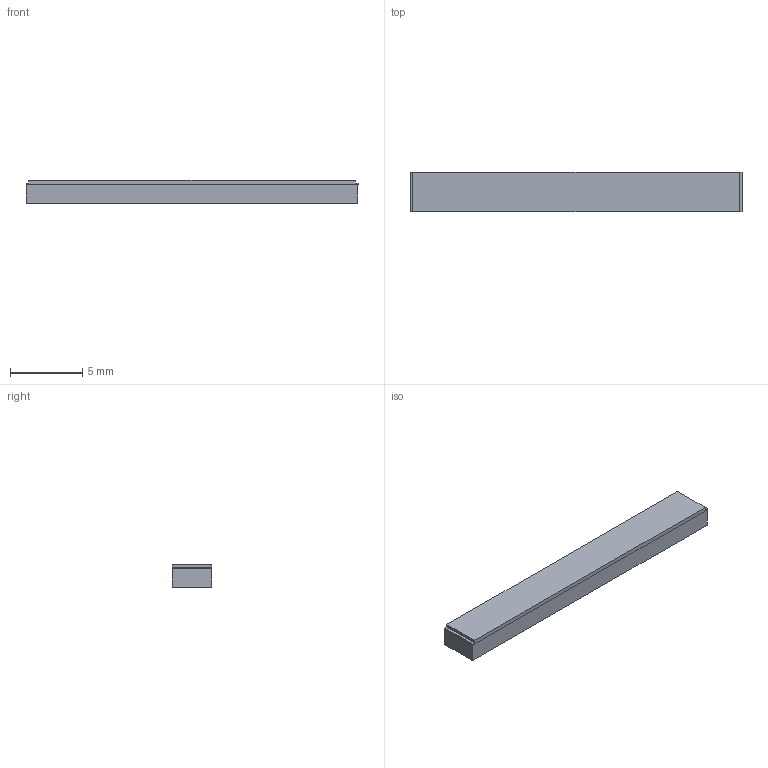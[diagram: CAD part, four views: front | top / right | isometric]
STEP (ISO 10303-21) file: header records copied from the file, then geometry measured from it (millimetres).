
FILE_DESCRIPTION(/* description */ ('Unknown'),/* implementation_level */ '2;1');
FILE_NAME(/* name */ 's12443',/* time_stamp */ '2023-02-10T16:53:13+01:00',/* author */ ('Unknown'),/* organization */ ('Unknown'),/* preprocessor_version */ 'ST-DEVELOPER v18.1',/* originating_system */ 'Solid Edge',/* authorisation */ 'Unknown');
FILE_SCHEMA (('AUTOMOTIVE_DESIGN {1 0 10303 214 3 1 1}'));
Length unit declared in the file: millimetre
Products named in the file (4): s12443; s12443_deckel; s12443_pads
Assembly tree (3 placements, depth 2):
  s12443
    s12443
    s12443_deckel
    s12443_pads
Bounding box: 22.9 x 2.7 x 1.64 mm (x, y, z)
Volume: 98.4 mm3; surface area: 342.5 mm2
Topology: 16 solids, 16 shells, 67 faces, 99 edges, 66 vertices
Faces by surface type: plane 53, cylinder 14
Full cylindrical faces by diameter (mm): 0.5 x14
Entity records: 1561 total; most frequent: DIRECTION 255, CARTESIAN_POINT 222, ORIENTED_EDGE 170, AXIS2_PLACEMENT_3D 99, EDGE_CURVE 85, EDGE_LOOP 83, FACE_BOUND 83, ADVANCED_FACE 67
